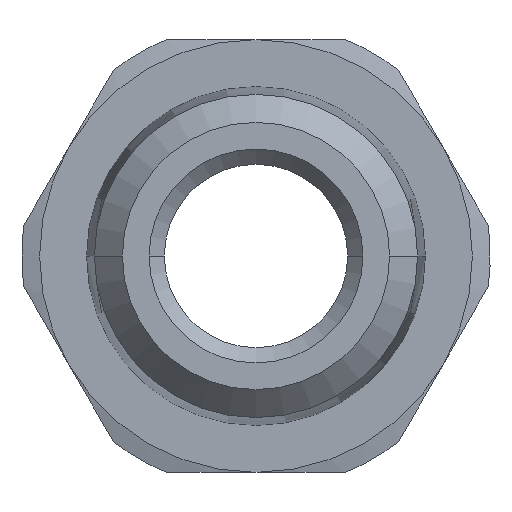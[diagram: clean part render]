
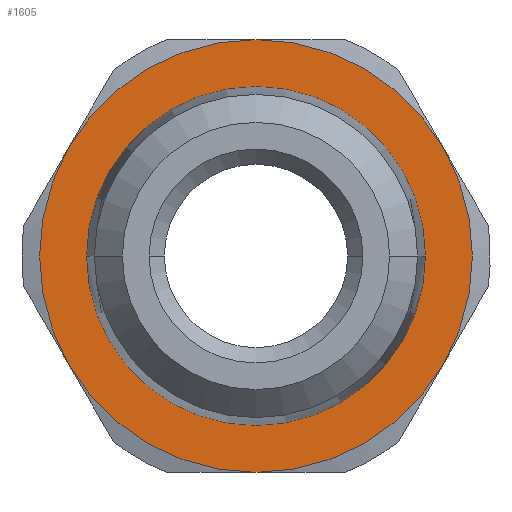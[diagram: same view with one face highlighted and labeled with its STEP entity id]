
A CAD part, front view. The second image highlights one B-rep face of the part: STEP entity #1605.
In plain terms, the highlighted planar face has unit normal (0, -1, 0).
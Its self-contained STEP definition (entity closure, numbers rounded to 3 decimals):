
#32=CARTESIAN_POINT('',(0.,0.,
8.5));
#443=CARTESIAN_POINT('',(0.,0.,0.));
#444=DIRECTION('',(0.,-1.,0.));
#445=DIRECTION('',(1.,0.,0.));
#446=AXIS2_PLACEMENT_3D('',#443,#444,#445);
#448=CARTESIAN_POINT('',(0.,0.,0.));
#449=DIRECTION('',(0.,1.,0.));
#450=DIRECTION('',(1.,0.,0.));
#451=AXIS2_PLACEMENT_3D('',#448,#449,#450);
#453=CARTESIAN_POINT('',(0.,0.,0.));
#454=DIRECTION('',(0.,1.,0.));
#455=DIRECTION('',(-0.866,0.,0.5));
#456=AXIS2_PLACEMENT_3D('',#453,#454,#455);
#458=CARTESIAN_POINT('',(0.,0.,0.));
#459=DIRECTION('',(0.,1.,0.));
#460=DIRECTION('',(0.,0.,1.));
#461=AXIS2_PLACEMENT_3D('',#458,#459,#460);
#463=CARTESIAN_POINT('',(0.,0.,0.));
#464=DIRECTION('',(0.,1.,0.));
#465=DIRECTION('',(0.866,0.,0.5));
#466=AXIS2_PLACEMENT_3D('',#463,#464,#465);
#468=CARTESIAN_POINT('',(0.,0.,0.));
#469=DIRECTION('',(0.,1.,0.));
#470=DIRECTION('',(0.866,0.,-0.5));
#471=AXIS2_PLACEMENT_3D('',#468,#469,#470);
#473=CARTESIAN_POINT('',(0.,0.,0.));
#474=DIRECTION('',(0.,1.,0.));
#475=DIRECTION('',(0.,0.,-1.));
#476=AXIS2_PLACEMENT_3D('',#473,#474,#475);
#478=CARTESIAN_POINT('',(0.,0.,0.));
#479=DIRECTION('',(0.,1.,0.));
#480=DIRECTION('',(-0.866,0.,-0.5));
#481=AXIS2_PLACEMENT_3D('',#478,#479,#480);
#493=CARTESIAN_POINT('',(-7.361,0.,
4.25));
#585=CARTESIAN_POINT('',(-7.361,0.,
-4.25));
#618=CARTESIAN_POINT('',(0.,0.,
-8.5));
#653=CARTESIAN_POINT('',(7.361,0.,
4.25));
#700=CARTESIAN_POINT('',(7.361,0.,
-4.25));
#742=CARTESIAN_POINT('',(6.655,0.,0.));
#743=VERTEX_POINT('',#742);
#744=CARTESIAN_POINT('',(-6.655,0.,0.));
#745=VERTEX_POINT('',#744);
#751=VERTEX_POINT('',#32);
#753=VERTEX_POINT('',#493);
#756=VERTEX_POINT('',#585);
#759=VERTEX_POINT('',#618);
#762=VERTEX_POINT('',#700);
#765=VERTEX_POINT('',#653);
#1582=CARTESIAN_POINT('',(0.,0.,0.));
#1583=DIRECTION('',(0.,-1.,0.));
#1584=DIRECTION('',(0.,0.,1.));
#1585=AXIS2_PLACEMENT_3D('',#1582,#1583,#1584);
#1586=PLANE('',#1585);
#1588=ORIENTED_EDGE('',*,*,#1587,.T.);
#1590=ORIENTED_EDGE('',*,*,#1589,.T.);
#1592=ORIENTED_EDGE('',*,*,#1591,.T.);
#1594=ORIENTED_EDGE('',*,*,#1593,.T.);
#1596=ORIENTED_EDGE('',*,*,#1595,.T.);
#1598=ORIENTED_EDGE('',*,*,#1597,.T.);
#1599=EDGE_LOOP('',(#1588,#1590,#1592,#1594,#1596,#1598));
#1600=FACE_OUTER_BOUND('',#1599,.F.);
#1601=ORIENTED_EDGE('',*,*,#1577,.T.);
#1602=ORIENTED_EDGE('',*,*,#1561,.F.);
#1603=EDGE_LOOP('',(#1601,#1602));
#1604=FACE_BOUND('',#1603,.F.);
#1605=ADVANCED_FACE('',(#1600,#1604),#1586,.T.);
#447=CIRCLE('',#446,6.655);
#452=CIRCLE('',#451,6.655);
#457=CIRCLE('',#456,8.5);
#462=CIRCLE('',#461,8.5);
#467=CIRCLE('',#466,8.5);
#472=CIRCLE('',#471,8.5);
#477=CIRCLE('',#476,8.5);
#482=CIRCLE('',#481,8.5);
#1561=EDGE_CURVE('',#743,#745,#452,.T.);
#1577=EDGE_CURVE('',#743,#745,#447,.T.);
#1587=EDGE_CURVE('',#753,#751,#457,.T.);
#1589=EDGE_CURVE('',#751,#765,#462,.T.);
#1591=EDGE_CURVE('',#765,#762,#467,.T.);
#1593=EDGE_CURVE('',#762,#759,#472,.T.);
#1595=EDGE_CURVE('',#759,#756,#477,.T.);
#1597=EDGE_CURVE('',#756,#753,#482,.T.);
